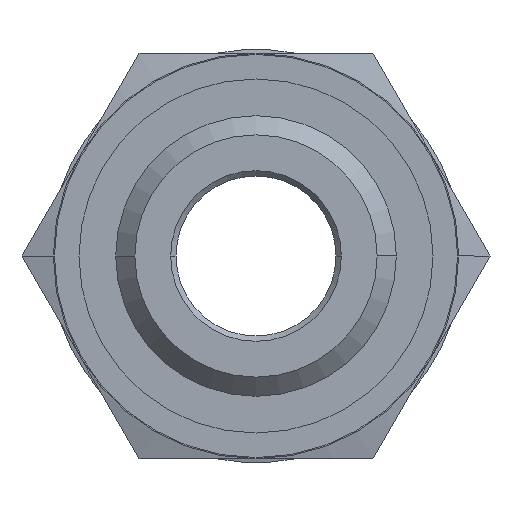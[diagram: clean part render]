
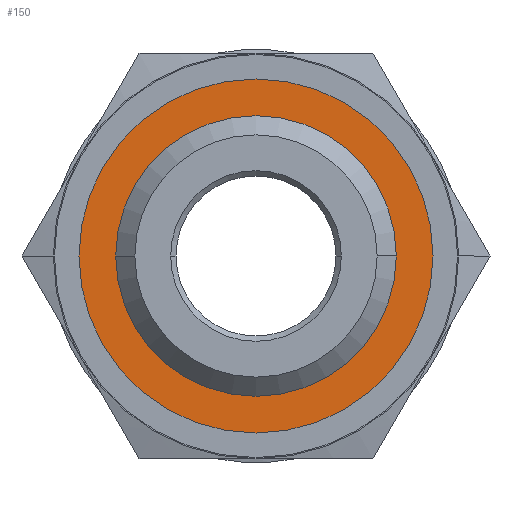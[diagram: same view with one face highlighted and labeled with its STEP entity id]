
A CAD part, left-side view. The second image highlights one B-rep face of the part: STEP entity #150.
In plain terms, the highlighted planar face has unit normal (-1, 0, 0).
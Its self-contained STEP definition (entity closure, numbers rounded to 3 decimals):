
#150 = ADVANCED_FACE( '', ( #328, #329 ), #330, .T. );
#328 = FACE_BOUND( '', #534, .T. );
#329 = FACE_OUTER_BOUND( '', #535, .T. );
#330 = PLANE( '', #536 );
#534 = EDGE_LOOP( '', ( #1181, #1182 ) );
#535 = EDGE_LOOP( '', ( #1183, #1184 ) );
#536 = AXIS2_PLACEMENT_3D( '', #1185, #1186, #1187 );
#1181 = ORIENTED_EDGE( '', *, *, #1582, .F. );
#1182 = ORIENTED_EDGE( '', *, *, #1437, .F. );
#1183 = ORIENTED_EDGE( '', *, *, #1441, .T. );
#1184 = ORIENTED_EDGE( '', *, *, #1580, .T. );
#1185 = CARTESIAN_POINT( '', ( -5.8, 7.325, 0. ) );
#1186 = DIRECTION( '', ( -1., 0., 0. ) );
#1187 = DIRECTION( '', ( 0., 1., 0. ) );
#1437 = EDGE_CURVE( '', #1740, #1737, #1742, .T. );
#1441 = EDGE_CURVE( '', #1744, #1748, #1750, .T. );
#1580 = EDGE_CURVE( '', #1748, #1744, #1973, .T. );
#1582 = EDGE_CURVE( '', #1737, #1740, #1975, .T. );
#1737 = VERTEX_POINT( '', #2269 );
#1740 = VERTEX_POINT( '', #2273 );
#1742 = CIRCLE( '', #2276, 6.35 );
#1744 = VERTEX_POINT( '', #2278 );
#1748 = VERTEX_POINT( '', #2283 );
#1750 = CIRCLE( '', #2286, 8.3 );
#1973 = CIRCLE( '', #2721, 8.3 );
#1975 = CIRCLE( '', #2723, 6.35 );
#2269 = CARTESIAN_POINT( '', ( -5.8, 6.35, 0. ) );
#2273 = CARTESIAN_POINT( '', ( -5.8, -6.35, 0. ) );
#2276 = AXIS2_PLACEMENT_3D( '', #2870, #2871, #2872 );
#2278 = CARTESIAN_POINT( '', ( -5.8, 8.3, 0. ) );
#2283 = CARTESIAN_POINT( '', ( -5.8, -8.3, 0. ) );
#2286 = AXIS2_PLACEMENT_3D( '', #2878, #2879, #2880 );
#2721 = AXIS2_PLACEMENT_3D( '', #3051, #3052, #3053 );
#2723 = AXIS2_PLACEMENT_3D( '', #3057, #3058, #3059 );
#2870 = CARTESIAN_POINT( '', ( -5.8, 0., 0. ) );
#2871 = DIRECTION( '', ( -1., 0., 0. ) );
#2872 = DIRECTION( '', ( 0., 1., 0. ) );
#2878 = CARTESIAN_POINT( '', ( -5.8, 0., 0. ) );
#2879 = DIRECTION( '', ( -1., 0., 0. ) );
#2880 = DIRECTION( '', ( 0., 1., 0. ) );
#3051 = CARTESIAN_POINT( '', ( -5.8, 0., 0. ) );
#3052 = DIRECTION( '', ( -1., 0., 0. ) );
#3053 = DIRECTION( '', ( 0., 1., 0. ) );
#3057 = CARTESIAN_POINT( '', ( -5.8, 0., 0. ) );
#3058 = DIRECTION( '', ( -1., 0., 0. ) );
#3059 = DIRECTION( '', ( 0., 1., 0. ) );
